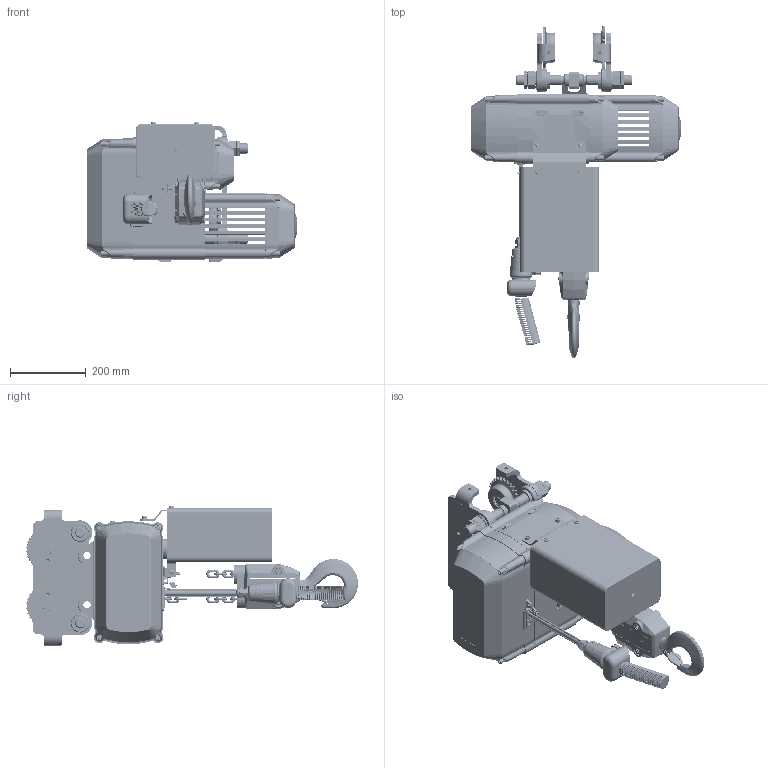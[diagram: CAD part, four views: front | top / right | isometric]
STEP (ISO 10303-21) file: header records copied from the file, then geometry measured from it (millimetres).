
FILE_DESCRIPTION (( 'STEP AP214' ), '1' );
FILE_NAME ('CPVF 20-4 with VTP-A and chainbag.STEP', '2024-08-05T12:56:03', ( '' ), ( '' ), 'SwSTEP 2.0', 'SolidWorks 2020', '' );
FILE_SCHEMA (( 'AUTOMOTIVE_DESIGN' ));
Length unit declared in the file: millimetre
Products named in the file (1): CPVF 20-4 with VTP-A and chainbag
Bounding box: 558 x 879.19 x 369.5 mm (x, y, z)
Surface area: 1890672.3 mm2 (no closed solid volume)
Topology: 0 solids, 240 shells, 3222 faces, 13165 edges, 9839 vertices
Faces by surface type: cylinder 1067, plane 976, bspline 491, cone 374, torus 272, sphere 42
Entity records: 244648 total; most frequent: CARTESIAN_POINT 108448, DIRECTION 19985, ORIENTED_EDGE 18982, EDGE_CURVE 13095, VERTEX_POINT 9799, AXIS2_PLACEMENT_3D 7467, VECTOR 5051, LINE 5051
